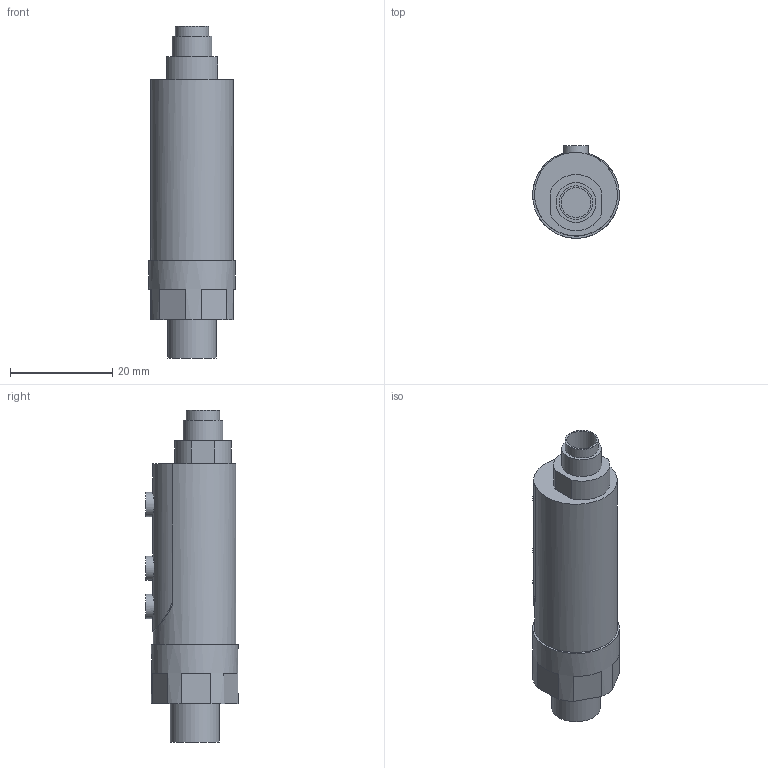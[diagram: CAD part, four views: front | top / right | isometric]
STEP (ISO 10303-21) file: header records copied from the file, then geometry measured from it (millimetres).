
FILE_DESCRIPTION((''),'2;1');
FILE_NAME('510 018 01.stp','2012-06-06T09:25:50',('HJ'),('AVAC Vacuumteknik AB'),'Autodesk Inventor 2012','Autodesk Inventor 2012','');
FILE_SCHEMA(('AUTOMOTIVE_DESIGN { 1 0 10303 214 1 1 1 1 }'));
Length unit declared in the file: millimetre
Products named in the file (1): 510 018 01
Bounding box: 16.99 x 18.07 x 65 mm (x, y, z)
Volume: 11050.4 mm3; surface area: 3590.9 mm2
Topology: 1 solids, 1 shells, 41 faces, 90 edges, 60 vertices
Faces by surface type: plane 28, cylinder 13
Full cylindrical faces by diameter (mm): 4.75 x3, 5.85 x1, 6.55 x1, 7.8 x1, 9.55 x1, 17 x1
Entity records: 1295 total; most frequent: CARTESIAN_POINT 321, DIRECTION 193, ORIENTED_EDGE 162, EDGE_CURVE 81, AXIS2_PLACEMENT_3D 75, VERTEX_POINT 59, EDGE_LOOP 58, VECTOR 43
